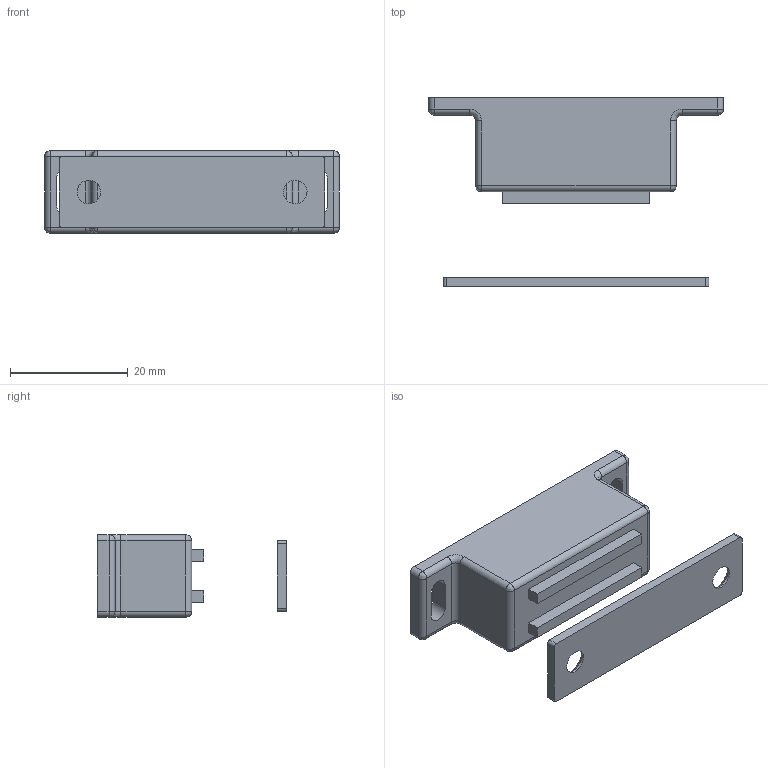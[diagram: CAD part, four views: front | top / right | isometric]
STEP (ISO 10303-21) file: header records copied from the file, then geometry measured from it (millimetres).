
FILE_DESCRIPTION((''),'2;1');
FILE_NAME('','2005-07-15T14:33:40',(''),(''),'','CADfix','');
FILE_SCHEMA(('AUTOMOTIVE_DESIGN'));
Length unit declared in the file: millimetre
Products named in the file (5): attachment; keeper; housing; base; TL_160_18282_36
Assembly tree (5 placements, depth 2):
  TL_160_18282_36
    attachment  x2
    keeper
    housing
    base
Bounding box: 50 x 32.1 x 14 mm (x, y, z)
Volume: 5906.9 mm3; surface area: 8200.2 mm2
Topology: 5 solids, 5 shells, 111 faces, 279 edges, 179 vertices
Faces by surface type: bspline 111
Entity records: 3095 total; most frequent: CARTESIAN_POINT 1471, ORIENTED_EDGE 510, EDGE_CURVE 255, QUASI_UNIFORM_CURVE 168, VERTEX_POINT 163, EDGE_LOOP 114, FACE_OUTER_BOUND 101, ADVANCED_FACE 101
